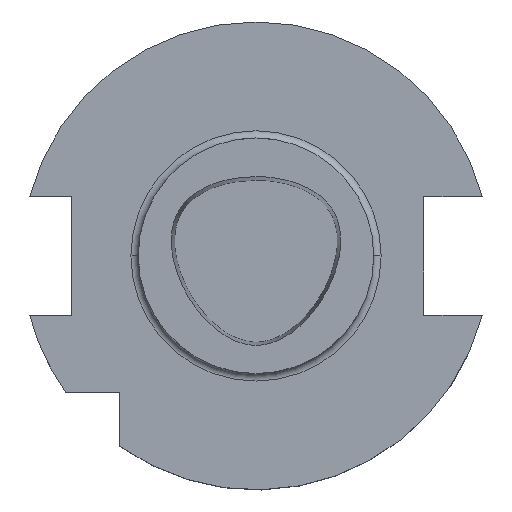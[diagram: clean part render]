
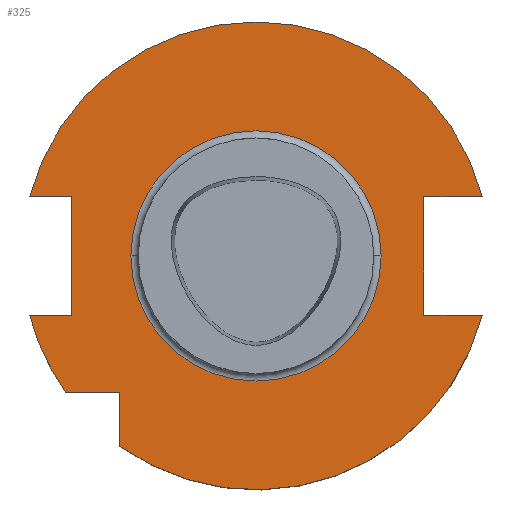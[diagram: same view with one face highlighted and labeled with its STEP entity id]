
A CAD part, top view. The second image highlights one B-rep face of the part: STEP entity #325.
In plain terms, the highlighted planar face has unit normal (0, 0, 1).
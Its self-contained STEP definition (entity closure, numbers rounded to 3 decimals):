
#22 = CARTESIAN_POINT ( 'NONE',  ( 0., 0., 19.1 ) ) ;
#25 = VECTOR ( 'NONE', #315, 1000. ) ;
#39 = EDGE_CURVE ( 'NONE', #131, #1050, #104, .T. ) ;
#41 = DIRECTION ( 'NONE',  ( 1., 0., 0. ) ) ;
#71 = VERTEX_POINT ( 'NONE', #1032 ) ;
#100 = ORIENTED_EDGE ( 'NONE', *, *, #1886, .T. ) ;
#104 = LINE ( 'NONE', #2028, #25 ) ;
#131 = VERTEX_POINT ( 'NONE', #1395 ) ;
#150 = ORIENTED_EDGE ( 'NONE', *, *, #1391, .T. ) ;
#190 = CARTESIAN_POINT ( 'NONE',  ( -25.834, -18.5, 19.1 ) ) ;
#211 = VERTEX_POINT ( 'NONE', #1052 ) ;
#215 = VERTEX_POINT ( 'NONE', #556 ) ;
#231 = DIRECTION ( 'NONE',  ( -1., 0., 0. ) ) ;
#232 = VECTOR ( 'NONE', #899, 1000. ) ;
#240 = EDGE_CURVE ( 'NONE', #1157, #1910, #1977, .T. ) ;
#264 = ORIENTED_EDGE ( 'NONE', *, *, #1818, .T. ) ;
#311 = VERTEX_POINT ( 'NONE', #2102 ) ;
#312 = CARTESIAN_POINT ( 'NONE',  ( 0., 0., 19.1 ) ) ;
#315 = DIRECTION ( 'NONE',  ( 0., 1., 0. ) ) ;
#325 = ADVANCED_FACE ( 'NONE', ( #363, #1291 ), #878, .F. ) ;
#363 = FACE_BOUND ( 'NONE', #2132, .T. ) ;
#405 = EDGE_CURVE ( 'NONE', #311, #725, #1851, .T. ) ;
#426 = EDGE_CURVE ( 'NONE', #215, #1910, #1207, .T. ) ;
#431 = CIRCLE ( 'NONE', #1020, 17. ) ;
#472 = DIRECTION ( 'NONE',  ( 0., 0., -1. ) ) ;
#501 = ORIENTED_EDGE ( 'NONE', *, *, #1150, .T. ) ;
#508 = CARTESIAN_POINT ( 'NONE',  ( -18.5, -18.5, 19.1 ) ) ;
#542 = DIRECTION ( 'NONE',  ( 0., -1., 0. ) ) ;
#556 = CARTESIAN_POINT ( 'NONE',  ( 30.738, -8.05, 19.1 ) ) ;
#569 = AXIS2_PLACEMENT_3D ( 'NONE', #22, #1805, #594 ) ;
#580 = CIRCLE ( 'NONE', #1787, 31.775 ) ;
#594 = DIRECTION ( 'NONE',  ( -1., 0., 0. ) ) ;
#621 = VERTEX_POINT ( 'NONE', #190 ) ;
#628 = VECTOR ( 'NONE', #1644, 1000. ) ;
#662 = CARTESIAN_POINT ( 'NONE',  ( 0., 0., 19.1 ) ) ;
#670 = ORIENTED_EDGE ( 'NONE', *, *, #1086, .T. ) ;
#707 = CARTESIAN_POINT ( 'NONE',  ( -28.5, -18.5, 19.1 ) ) ;
#722 = CARTESIAN_POINT ( 'NONE',  ( -18.5, -18.5, 19.1 ) ) ;
#725 = VERTEX_POINT ( 'NONE', #1588 ) ;
#736 = ORIENTED_EDGE ( 'NONE', *, *, #1701, .F. ) ;
#761 = DIRECTION ( 'NONE',  ( -1., 0., 0. ) ) ;
#774 = DIRECTION ( 'NONE',  ( 1., 0., 0. ) ) ;
#803 = CIRCLE ( 'NONE', #1876, 17. ) ;
#835 = EDGE_CURVE ( 'NONE', #211, #1087, #803, .T. ) ;
#851 = VERTEX_POINT ( 'NONE', #1623 ) ;
#855 = EDGE_CURVE ( 'NONE', #215, #131, #1065, .T. ) ;
#878 = PLANE ( 'NONE',  #569 ) ;
#899 = DIRECTION ( 'NONE',  ( 0., -1., 0. ) ) ;
#909 = ORIENTED_EDGE ( 'NONE', *, *, #855, .T. ) ;
#916 = AXIS2_PLACEMENT_3D ( 'NONE', #662, #1365, #2204 ) ;
#919 = VECTOR ( 'NONE', #542, 1000. ) ;
#1020 = AXIS2_PLACEMENT_3D ( 'NONE', #2018, #472, #1875 ) ;
#1032 = CARTESIAN_POINT ( 'NONE',  ( -25., -8.05, 19.1 ) ) ;
#1048 = DIRECTION ( 'NONE',  ( -1., 0., 0. ) ) ;
#1050 = VERTEX_POINT ( 'NONE', #1856 ) ;
#1052 = CARTESIAN_POINT ( 'NONE',  ( 17., 0., 19.1 ) ) ;
#1065 = LINE ( 'NONE', #1800, #1095 ) ;
#1086 = EDGE_CURVE ( 'NONE', #71, #851, #2144, .T. ) ;
#1087 = VERTEX_POINT ( 'NONE', #1568 ) ;
#1095 = VECTOR ( 'NONE', #761, 1000. ) ;
#1098 = DIRECTION ( 'NONE',  ( 0., 0., -1. ) ) ;
#1150 = EDGE_CURVE ( 'NONE', #2199, #71, #1452, .T. ) ;
#1157 = VERTEX_POINT ( 'NONE', #508 ) ;
#1194 = CARTESIAN_POINT ( 'NONE',  ( -41., -8.05, 19.1 ) ) ;
#1207 = CIRCLE ( 'NONE', #916, 31.775 ) ;
#1274 = ORIENTED_EDGE ( 'NONE', *, *, #240, .T. ) ;
#1285 = CARTESIAN_POINT ( 'NONE',  ( 0., 0., 19.1 ) ) ;
#1291 = FACE_OUTER_BOUND ( 'NONE', #1372, .T. ) ;
#1295 = ORIENTED_EDGE ( 'NONE', *, *, #835, .T. ) ;
#1300 = AXIS2_PLACEMENT_3D ( 'NONE', #1864, #2030, #1682 ) ;
#1365 = DIRECTION ( 'NONE',  ( 0., 0., -1. ) ) ;
#1372 = EDGE_LOOP ( 'NONE', ( #1274, #2208, #909, #1539, #150, #1811, #1403, #501, #670, #736, #100 ) ) ;
#1391 = EDGE_CURVE ( 'NONE', #1050, #725, #1450, .T. ) ;
#1394 = VECTOR ( 'NONE', #1048, 1000. ) ;
#1395 = CARTESIAN_POINT ( 'NONE',  ( 22.8, -8.05, 19.1 ) ) ;
#1403 = ORIENTED_EDGE ( 'NONE', *, *, #1565, .T. ) ;
#1419 = VECTOR ( 'NONE', #41, 1000. ) ;
#1441 = CARTESIAN_POINT ( 'NONE',  ( -25., 8.05, 19.1 ) ) ;
#1450 = LINE ( 'NONE', #1798, #628 ) ;
#1452 = LINE ( 'NONE', #1740, #919 ) ;
#1539 = ORIENTED_EDGE ( 'NONE', *, *, #39, .T. ) ;
#1565 = EDGE_CURVE ( 'NONE', #311, #2199, #2022, .T. ) ;
#1568 = CARTESIAN_POINT ( 'NONE',  ( -17., 0., 19.1 ) ) ;
#1588 = CARTESIAN_POINT ( 'NONE',  ( 30.738, 8.05, 19.1 ) ) ;
#1623 = CARTESIAN_POINT ( 'NONE',  ( -30.738, -8.05, 19.1 ) ) ;
#1644 = DIRECTION ( 'NONE',  ( 1., 0., 0. ) ) ;
#1682 = DIRECTION ( 'NONE',  ( -1., 0., 0. ) ) ;
#1701 = EDGE_CURVE ( 'NONE', #621, #851, #580, .T. ) ;
#1740 = CARTESIAN_POINT ( 'NONE',  ( -25., 8.05, 19.1 ) ) ;
#1787 = AXIS2_PLACEMENT_3D ( 'NONE', #312, #2184, #2046 ) ;
#1798 = CARTESIAN_POINT ( 'NONE',  ( 22.8, 8.05, 19.1 ) ) ;
#1800 = CARTESIAN_POINT ( 'NONE',  ( 22.8, -8.05, 19.1 ) ) ;
#1805 = DIRECTION ( 'NONE',  ( 0., 0., -1. ) ) ;
#1811 = ORIENTED_EDGE ( 'NONE', *, *, #405, .F. ) ;
#1818 = EDGE_CURVE ( 'NONE', #1087, #211, #431, .T. ) ;
#1851 = CIRCLE ( 'NONE', #1300, 31.775 ) ;
#1856 = CARTESIAN_POINT ( 'NONE',  ( 22.8, 8.05, 19.1 ) ) ;
#1864 = CARTESIAN_POINT ( 'NONE',  ( 0., 0., 19.1 ) ) ;
#1865 = LINE ( 'NONE', #707, #1419 ) ;
#1875 = DIRECTION ( 'NONE',  ( -1., 0., 0. ) ) ;
#1876 = AXIS2_PLACEMENT_3D ( 'NONE', #1285, #1098, #231 ) ;
#1886 = EDGE_CURVE ( 'NONE', #621, #1157, #1865, .T. ) ;
#1910 = VERTEX_POINT ( 'NONE', #1931 ) ;
#1931 = CARTESIAN_POINT ( 'NONE',  ( -18.5, -25.834, 19.1 ) ) ;
#1977 = LINE ( 'NONE', #722, #232 ) ;
#2004 = CARTESIAN_POINT ( 'NONE',  ( -41., 8.05, 19.1 ) ) ;
#2018 = CARTESIAN_POINT ( 'NONE',  ( 0., 0., 19.1 ) ) ;
#2022 = LINE ( 'NONE', #2004, #2060 ) ;
#2028 = CARTESIAN_POINT ( 'NONE',  ( 22.8, 8.05, 19.1 ) ) ;
#2030 = DIRECTION ( 'NONE',  ( 0., 0., -1. ) ) ;
#2046 = DIRECTION ( 'NONE',  ( -1., 0., 0. ) ) ;
#2060 = VECTOR ( 'NONE', #774, 1000. ) ;
#2102 = CARTESIAN_POINT ( 'NONE',  ( -30.738, 8.05, 19.1 ) ) ;
#2132 = EDGE_LOOP ( 'NONE', ( #264, #1295 ) ) ;
#2144 = LINE ( 'NONE', #1194, #1394 ) ;
#2184 = DIRECTION ( 'NONE',  ( 0., 0., -1. ) ) ;
#2199 = VERTEX_POINT ( 'NONE', #1441 ) ;
#2204 = DIRECTION ( 'NONE',  ( -1., 0., 0. ) ) ;
#2208 = ORIENTED_EDGE ( 'NONE', *, *, #426, .F. ) ;
